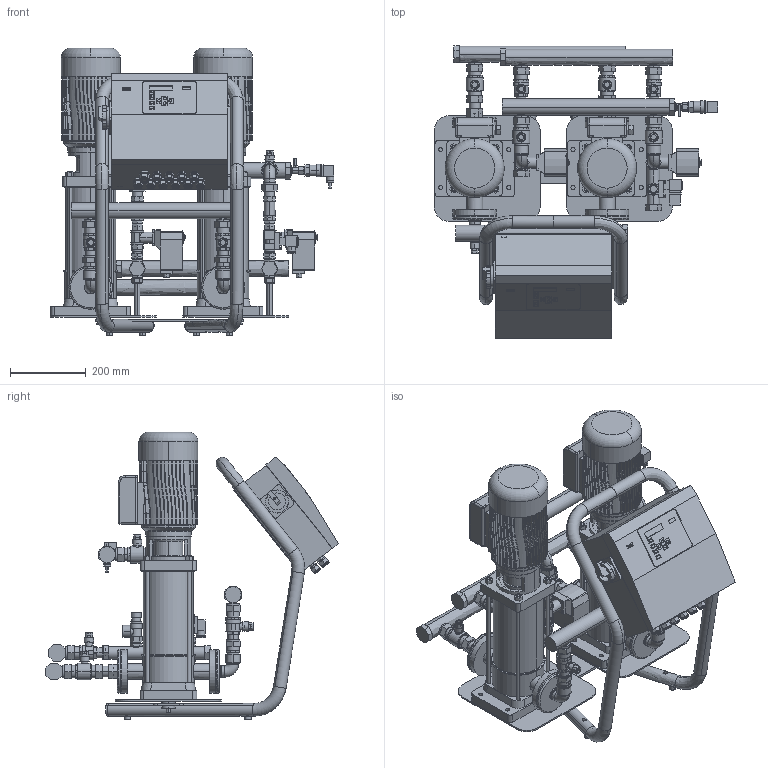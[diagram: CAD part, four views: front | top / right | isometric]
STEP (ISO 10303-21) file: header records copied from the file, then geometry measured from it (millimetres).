
FILE_DESCRIPTION((''),'2;1');
FILE_NAME('3d_variomat2-2_75-6911500.stp','2009-12-30T07:52:24',(''),(''),'Mechanical Desktop 2008','Mechanical Desktop 2008',', , ');
FILE_SCHEMA(('CONFIG_CONTROL_DESIGN'));
Length unit declared in the file: millimetre
Products named in the file (1): Product
Bounding box: 749.68 x 773.67 x 761 mm (x, y, z)
Volume: 46467568.6 mm3; surface area: 3681229.1 mm2
Topology: 97 solids, 97 shells, 3864 faces, 9833 edges, 6494 vertices
Faces by surface type: plane 2151, cylinder 1405, bspline 182, torus 78, cone 36, sphere 12
Full cylindrical faces by diameter (mm): 23.2 x2
Entity records: 124266 total; most frequent: CARTESIAN_POINT 29852, ORIENTED_EDGE 19642, DIRECTION 19493, EDGE_CURVE 9821, AXIS2_PLACEMENT_3D 6785, VERTEX_POINT 6494, VECTOR 5923, LINE 5923
